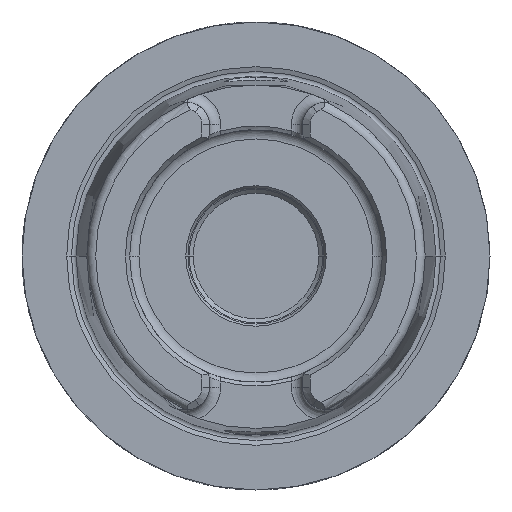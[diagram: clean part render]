
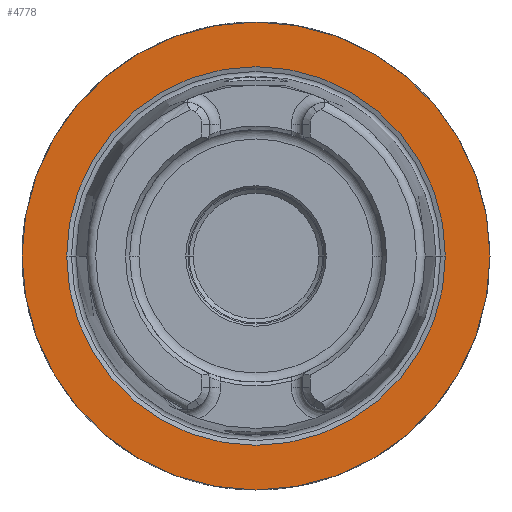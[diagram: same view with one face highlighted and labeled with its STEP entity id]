
A CAD part, left-side view. The second image highlights one B-rep face of the part: STEP entity #4778.
In plain terms, the highlighted planar face has unit normal (-1, 0, 0).
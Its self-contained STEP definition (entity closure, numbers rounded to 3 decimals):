
#1068=CARTESIAN_POINT('',(0.,0.,0.));
#1069=DIRECTION('',(1.,0.,0.));
#1070=DIRECTION('',(0.,1.,0.));
#1071=AXIS2_PLACEMENT_3D('',#1068,#1069,#1070);
#1073=CARTESIAN_POINT('',(0.,0.,0.));
#1074=DIRECTION('',(-1.,0.,0.));
#1075=DIRECTION('',(0.,1.,0.));
#1076=AXIS2_PLACEMENT_3D('',#1073,#1074,#1075);
#1078=CARTESIAN_POINT('',(0.,0.,0.));
#1079=DIRECTION('',(-1.,0.,0.));
#1080=DIRECTION('',(0.,-1.,0.));
#1081=AXIS2_PLACEMENT_3D('',#1078,#1079,#1080);
#1083=CARTESIAN_POINT('',(0.,0.,0.));
#1084=DIRECTION('',(-1.,0.,0.));
#1085=DIRECTION('',(0.,1.,0.));
#1086=AXIS2_PLACEMENT_3D('',#1083,#1084,#1085);
#2977=CARTESIAN_POINT('',(0.,31.5,0.));
#2978=CARTESIAN_POINT('',(0.,-31.5,0.));
#2979=VERTEX_POINT('',#2977);
#2980=VERTEX_POINT('',#2978);
#3005=CARTESIAN_POINT('',(0.,-25.49,0.));
#3006=VERTEX_POINT('',#3005);
#3007=CARTESIAN_POINT('',(0.,25.49,0.));
#3008=VERTEX_POINT('',#3007);
#4763=CARTESIAN_POINT('',(0.,0.,0.));
#4764=DIRECTION('',(1.,0.,0.));
#4765=DIRECTION('',(0.,-1.,0.));
#4766=AXIS2_PLACEMENT_3D('',#4763,#4764,#4765);
#4767=PLANE('',#4766);
#4769=ORIENTED_EDGE('',*,*,#4768,.T.);
#4771=ORIENTED_EDGE('',*,*,#4770,.F.);
#4772=EDGE_LOOP('',(#4769,#4771));
#4773=FACE_OUTER_BOUND('',#4772,.F.);
#4774=ORIENTED_EDGE('',*,*,#4758,.T.);
#4775=ORIENTED_EDGE('',*,*,#4742,.T.);
#4776=EDGE_LOOP('',(#4774,#4775));
#4777=FACE_BOUND('',#4776,.F.);
#4778=ADVANCED_FACE('',(#4773,#4777),#4767,.F.);
#1072=CIRCLE('',#1071,31.5);
#1077=CIRCLE('',#1076,31.5);
#1082=CIRCLE('',#1081,25.49);
#1087=CIRCLE('',#1086,25.49);
#4742=EDGE_CURVE('',#3008,#3006,#1087,.T.);
#4758=EDGE_CURVE('',#3006,#3008,#1082,.T.);
#4768=EDGE_CURVE('',#2979,#2980,#1072,.T.);
#4770=EDGE_CURVE('',#2979,#2980,#1077,.T.);
